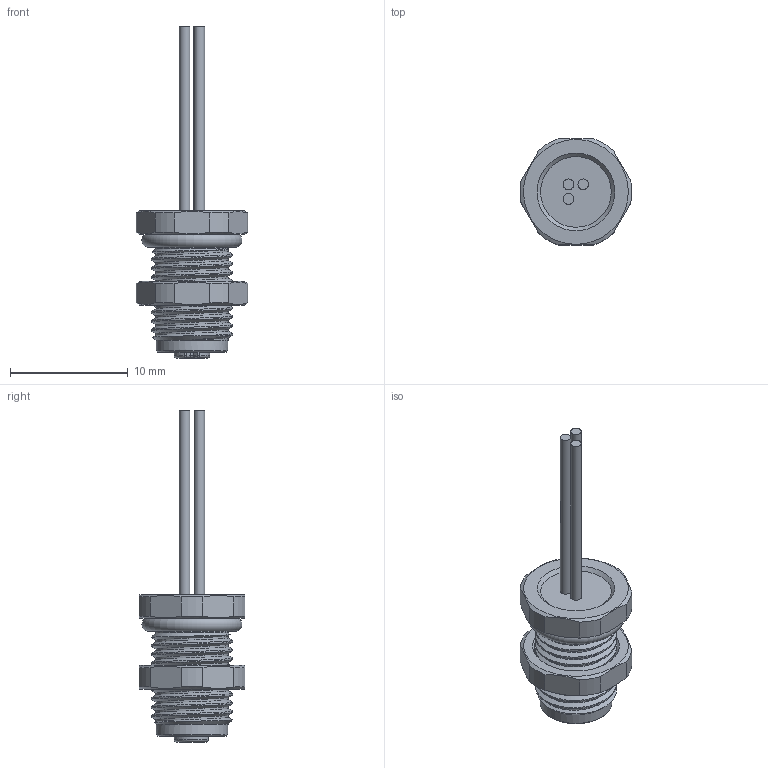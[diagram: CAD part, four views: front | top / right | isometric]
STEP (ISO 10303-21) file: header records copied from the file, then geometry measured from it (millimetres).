
FILE_DESCRIPTION(/* description */ (''),/* implementation_level */ '2;1');
FILE_NAME(/* name */ 'SD-M5A-03P-FF-SF7AXX-00A(H).stp',/* time_stamp */ '2020-04-24T16:41:30+08:00',/* author */ (''),/* organization */ (''),/* preprocessor_version */ 'ST-DEVELOPER v16.7',/* originating_system */ 'SIEMENS PLM Software NX 12.0',/* authorisation */ '');
FILE_SCHEMA (('AUTOMOTIVE_DESIGN { 1 0 10303 214 3 1 1 1 }'));
Length unit declared in the file: millimetre
Products named in the file (1): M5-3芯板后安装母插座-电子线
Bounding box: 9.49 x 9 x 28.2 mm (x, y, z)
Volume: 517.4 mm3; surface area: 1007.1 mm2
Topology: 1 solids, 1 shells, 167 faces, 431 edges, 276 vertices
Faces by surface type: plane 68, cylinder 63, cone 24, bspline 6, torus 4, sphere 2
Full cylindrical faces by diameter (mm): 0.6 x6, 0.85 x3, 0.9 x6, 6.1 x1, 6.15 x10
Entity records: 9784 total; most frequent: CARTESIAN_POINT 6205, DIRECTION 678, ORIENTED_EDGE 658, EDGE_CURVE 329, AXIS2_PLACEMENT_3D 278, VERTEX_POINT 226, EDGE_LOOP 208, ADVANCED_FACE 156
